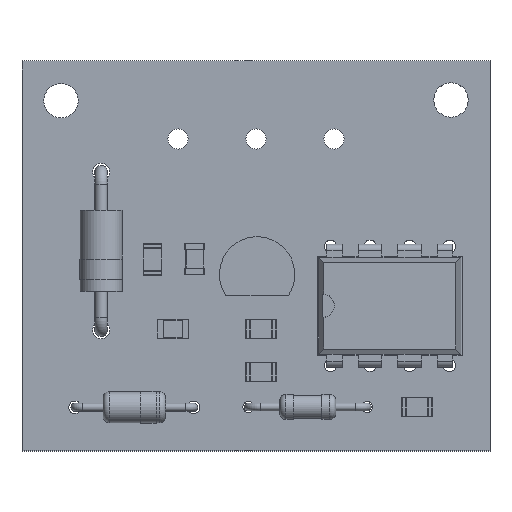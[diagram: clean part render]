
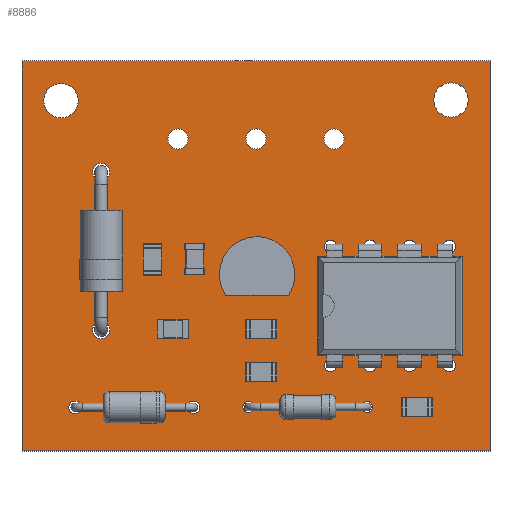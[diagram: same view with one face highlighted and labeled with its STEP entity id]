
A CAD part, top view. The second image highlights one B-rep face of the part: STEP entity #8886.
In plain terms, the highlighted planar face has unit normal (0, 0, 1).
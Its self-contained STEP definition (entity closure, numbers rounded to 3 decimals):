
#8532 = VERTEX_POINT('',#8533);
#8533 = CARTESIAN_POINT('',(155.,-105.,1.6));
#8539 = EDGE_CURVE('',#8532,#8540,#8542,.T.);
#8540 = VERTEX_POINT('',#8541);
#8541 = CARTESIAN_POINT('',(125.,-105.,1.6));
#8542 = LINE('',#8543,#8544);
#8543 = CARTESIAN_POINT('',(155.,-105.,1.6));
#8544 = VECTOR('',#8545,1.);
#8545 = DIRECTION('',(-1.,0.,0.));
#8572 = VERTEX_POINT('',#8573);
#8573 = CARTESIAN_POINT('',(155.,-80.,1.6));
#8579 = EDGE_CURVE('',#8572,#8532,#8580,.T.);
#8580 = LINE('',#8581,#8582);
#8581 = CARTESIAN_POINT('',(155.,-80.,1.6));
#8582 = VECTOR('',#8583,1.);
#8583 = DIRECTION('',(0.,-1.,0.));
#8601 = EDGE_CURVE('',#8540,#8602,#8604,.T.);
#8602 = VERTEX_POINT('',#8603);
#8603 = CARTESIAN_POINT('',(125.,-80.,1.6));
#8604 = LINE('',#8605,#8606);
#8605 = CARTESIAN_POINT('',(125.,-105.,1.6));
#8606 = VECTOR('',#8607,1.);
#8607 = DIRECTION('',(0.,1.,0.));
#8886 = ADVANCED_FACE('',(#8887,#8898,#8909,#8920,#8931,#8942,#8953,
    #8964,#8975,#8986,#8997,#9008,#9019,#9030,#9041,#9052,#9063,#9074,
    #9085,#9096,#9107,#9118,#9129),#9140,.T.);
#8887 = FACE_BOUND('',#8888,.T.);
#8888 = EDGE_LOOP('',(#8889,#8890,#8891,#8897));
#8889 = ORIENTED_EDGE('',*,*,#8539,.F.);
#8890 = ORIENTED_EDGE('',*,*,#8579,.F.);
#8891 = ORIENTED_EDGE('',*,*,#8892,.F.);
#8892 = EDGE_CURVE('',#8602,#8572,#8893,.T.);
#8893 = LINE('',#8894,#8895);
#8894 = CARTESIAN_POINT('',(125.,-80.,1.6));
#8895 = VECTOR('',#8896,1.);
#8896 = DIRECTION('',(1.,0.,0.));
#8897 = ORIENTED_EDGE('',*,*,#8601,.F.);
#8898 = FACE_BOUND('',#8899,.T.);
#8899 = EDGE_LOOP('',(#8900));
#8900 = ORIENTED_EDGE('',*,*,#8901,.T.);
#8901 = EDGE_CURVE('',#8902,#8902,#8904,.T.);
#8902 = VERTEX_POINT('',#8903);
#8903 = CARTESIAN_POINT('',(128.39,-102.6,1.6));
#8904 = CIRCLE('',#8905,0.4);
#8905 = AXIS2_PLACEMENT_3D('',#8906,#8907,#8908);
#8906 = CARTESIAN_POINT('',(128.39,-102.2,1.6));
#8907 = DIRECTION('',(-0.,0.,-1.));
#8908 = DIRECTION('',(-0.,-1.,0.));
#8909 = FACE_BOUND('',#8910,.T.);
#8910 = EDGE_LOOP('',(#8911));
#8911 = ORIENTED_EDGE('',*,*,#8912,.T.);
#8912 = EDGE_CURVE('',#8913,#8913,#8915,.T.);
#8913 = VERTEX_POINT('',#8914);
#8914 = CARTESIAN_POINT('',(136.01,-102.6,1.6));
#8915 = CIRCLE('',#8916,0.4);
#8916 = AXIS2_PLACEMENT_3D('',#8917,#8918,#8919);
#8917 = CARTESIAN_POINT('',(136.01,-102.2,1.6));
#8918 = DIRECTION('',(-0.,0.,-1.));
#8919 = DIRECTION('',(-0.,-1.,0.));
#8920 = FACE_BOUND('',#8921,.T.);
#8921 = EDGE_LOOP('',(#8922));
#8922 = ORIENTED_EDGE('',*,*,#8923,.T.);
#8923 = EDGE_CURVE('',#8924,#8924,#8926,.T.);
#8924 = VERTEX_POINT('',#8925);
#8925 = CARTESIAN_POINT('',(139.51,-102.53,1.6));
#8926 = CIRCLE('',#8927,0.35);
#8927 = AXIS2_PLACEMENT_3D('',#8928,#8929,#8930);
#8928 = CARTESIAN_POINT('',(139.51,-102.18,1.6));
#8929 = DIRECTION('',(-0.,0.,-1.));
#8930 = DIRECTION('',(-0.,-1.,0.));
#8931 = FACE_BOUND('',#8932,.T.);
#8932 = EDGE_LOOP('',(#8933));
#8933 = ORIENTED_EDGE('',*,*,#8934,.T.);
#8934 = EDGE_CURVE('',#8935,#8935,#8937,.T.);
#8935 = VERTEX_POINT('',#8936);
#8936 = CARTESIAN_POINT('',(130.07,-97.81,1.6));
#8937 = CIRCLE('',#8938,0.55);
#8938 = AXIS2_PLACEMENT_3D('',#8939,#8940,#8941);
#8939 = CARTESIAN_POINT('',(130.07,-97.26,1.6));
#8940 = DIRECTION('',(-0.,0.,-1.));
#8941 = DIRECTION('',(-0.,-1.,0.));
#8942 = FACE_BOUND('',#8943,.T.);
#8943 = EDGE_LOOP('',(#8944));
#8944 = ORIENTED_EDGE('',*,*,#8945,.T.);
#8945 = EDGE_CURVE('',#8946,#8946,#8948,.T.);
#8946 = VERTEX_POINT('',#8947);
#8947 = CARTESIAN_POINT('',(138.8,-94.075,1.6));
#8948 = CIRCLE('',#8949,0.375);
#8949 = AXIS2_PLACEMENT_3D('',#8950,#8951,#8952);
#8950 = CARTESIAN_POINT('',(138.8,-93.7,1.6));
#8951 = DIRECTION('',(-0.,0.,-1.));
#8952 = DIRECTION('',(-0.,-1.,0.));
#8953 = FACE_BOUND('',#8954,.T.);
#8954 = EDGE_LOOP('',(#8955));
#8955 = ORIENTED_EDGE('',*,*,#8956,.T.);
#8956 = EDGE_CURVE('',#8957,#8957,#8959,.T.);
#8957 = VERTEX_POINT('',#8958);
#8958 = CARTESIAN_POINT('',(144.77,-99.905,1.6));
#8959 = CIRCLE('',#8960,0.4);
#8960 = AXIS2_PLACEMENT_3D('',#8961,#8962,#8963);
#8961 = CARTESIAN_POINT('',(144.77,-99.505,1.6));
#8962 = DIRECTION('',(-0.,0.,-1.));
#8963 = DIRECTION('',(0.,-1.,-0.));
#8964 = FACE_BOUND('',#8965,.T.);
#8965 = EDGE_LOOP('',(#8966));
#8966 = ORIENTED_EDGE('',*,*,#8967,.T.);
#8967 = EDGE_CURVE('',#8968,#8968,#8970,.T.);
#8968 = VERTEX_POINT('',#8969);
#8969 = CARTESIAN_POINT('',(147.13,-102.53,1.6));
#8970 = CIRCLE('',#8971,0.35);
#8971 = AXIS2_PLACEMENT_3D('',#8972,#8973,#8974);
#8972 = CARTESIAN_POINT('',(147.13,-102.18,1.6));
#8973 = DIRECTION('',(-0.,0.,-1.));
#8974 = DIRECTION('',(-0.,-1.,0.));
#8975 = FACE_BOUND('',#8976,.T.);
#8976 = EDGE_LOOP('',(#8977));
#8977 = ORIENTED_EDGE('',*,*,#8978,.T.);
#8978 = EDGE_CURVE('',#8979,#8979,#8981,.T.);
#8979 = VERTEX_POINT('',#8980);
#8980 = CARTESIAN_POINT('',(147.31,-99.905,1.6));
#8981 = CIRCLE('',#8982,0.4);
#8982 = AXIS2_PLACEMENT_3D('',#8983,#8984,#8985);
#8983 = CARTESIAN_POINT('',(147.31,-99.505,1.6));
#8984 = DIRECTION('',(-0.,0.,-1.));
#8985 = DIRECTION('',(-0.,-1.,0.));
#8986 = FACE_BOUND('',#8987,.T.);
#8987 = EDGE_LOOP('',(#8988));
#8988 = ORIENTED_EDGE('',*,*,#8989,.T.);
#8989 = EDGE_CURVE('',#8990,#8990,#8992,.T.);
#8990 = VERTEX_POINT('',#8991);
#8991 = CARTESIAN_POINT('',(149.85,-99.905,1.6));
#8992 = CIRCLE('',#8993,0.4);
#8993 = AXIS2_PLACEMENT_3D('',#8994,#8995,#8996);
#8994 = CARTESIAN_POINT('',(149.85,-99.505,1.6));
#8995 = DIRECTION('',(-0.,0.,-1.));
#8996 = DIRECTION('',(-0.,-1.,0.));
#8997 = FACE_BOUND('',#8998,.T.);
#8998 = EDGE_LOOP('',(#8999));
#8999 = ORIENTED_EDGE('',*,*,#9000,.T.);
#9000 = EDGE_CURVE('',#9001,#9001,#9003,.T.);
#9001 = VERTEX_POINT('',#9002);
#9002 = CARTESIAN_POINT('',(152.39,-99.905,1.6));
#9003 = CIRCLE('',#9004,0.4);
#9004 = AXIS2_PLACEMENT_3D('',#9005,#9006,#9007);
#9005 = CARTESIAN_POINT('',(152.39,-99.505,1.6));
#9006 = DIRECTION('',(-0.,0.,-1.));
#9007 = DIRECTION('',(-0.,-1.,0.));
#9008 = FACE_BOUND('',#9009,.T.);
#9009 = EDGE_LOOP('',(#9010));
#9010 = ORIENTED_EDGE('',*,*,#9011,.T.);
#9011 = EDGE_CURVE('',#9012,#9012,#9014,.T.);
#9012 = VERTEX_POINT('',#9013);
#9013 = CARTESIAN_POINT('',(141.34,-94.075,1.6));
#9014 = CIRCLE('',#9015,0.375);
#9015 = AXIS2_PLACEMENT_3D('',#9016,#9017,#9018);
#9016 = CARTESIAN_POINT('',(141.34,-93.7,1.6));
#9017 = DIRECTION('',(-0.,0.,-1.));
#9018 = DIRECTION('',(-0.,-1.,0.));
#9019 = FACE_BOUND('',#9020,.T.);
#9020 = EDGE_LOOP('',(#9021));
#9021 = ORIENTED_EDGE('',*,*,#9022,.T.);
#9022 = EDGE_CURVE('',#9023,#9023,#9025,.T.);
#9023 = VERTEX_POINT('',#9024);
#9024 = CARTESIAN_POINT('',(140.07,-92.805,1.6));
#9025 = CIRCLE('',#9026,0.375);
#9026 = AXIS2_PLACEMENT_3D('',#9027,#9028,#9029);
#9027 = CARTESIAN_POINT('',(140.07,-92.43,1.6));
#9028 = DIRECTION('',(-0.,0.,-1.));
#9029 = DIRECTION('',(-0.,-1.,0.));
#9030 = FACE_BOUND('',#9031,.T.);
#9031 = EDGE_LOOP('',(#9032));
#9032 = ORIENTED_EDGE('',*,*,#9033,.T.);
#9033 = EDGE_CURVE('',#9034,#9034,#9036,.T.);
#9034 = VERTEX_POINT('',#9035);
#9035 = CARTESIAN_POINT('',(130.07,-87.65,1.6));
#9036 = CIRCLE('',#9037,0.55);
#9037 = AXIS2_PLACEMENT_3D('',#9038,#9039,#9040);
#9038 = CARTESIAN_POINT('',(130.07,-87.1,1.6));
#9039 = DIRECTION('',(-0.,0.,-1.));
#9040 = DIRECTION('',(-0.,-1.,0.));
#9041 = FACE_BOUND('',#9042,.T.);
#9042 = EDGE_LOOP('',(#9043));
#9043 = ORIENTED_EDGE('',*,*,#9044,.T.);
#9044 = EDGE_CURVE('',#9045,#9045,#9047,.T.);
#9045 = VERTEX_POINT('',#9046);
#9046 = CARTESIAN_POINT('',(127.5,-83.65,1.6));
#9047 = CIRCLE('',#9048,1.1);
#9048 = AXIS2_PLACEMENT_3D('',#9049,#9050,#9051);
#9049 = CARTESIAN_POINT('',(127.5,-82.55,1.6));
#9050 = DIRECTION('',(-0.,0.,-1.));
#9051 = DIRECTION('',(-0.,-1.,0.));
#9052 = FACE_BOUND('',#9053,.T.);
#9053 = EDGE_LOOP('',(#9054));
#9054 = ORIENTED_EDGE('',*,*,#9055,.T.);
#9055 = EDGE_CURVE('',#9056,#9056,#9058,.T.);
#9056 = VERTEX_POINT('',#9057);
#9057 = CARTESIAN_POINT('',(135.,-85.648,1.6));
#9058 = CIRCLE('',#9059,0.648);
#9059 = AXIS2_PLACEMENT_3D('',#9060,#9061,#9062);
#9060 = CARTESIAN_POINT('',(135.,-85.,1.6));
#9061 = DIRECTION('',(-0.,0.,-1.));
#9062 = DIRECTION('',(-0.,-1.,0.));
#9063 = FACE_BOUND('',#9064,.T.);
#9064 = EDGE_LOOP('',(#9065));
#9065 = ORIENTED_EDGE('',*,*,#9066,.T.);
#9066 = EDGE_CURVE('',#9067,#9067,#9069,.T.);
#9067 = VERTEX_POINT('',#9068);
#9068 = CARTESIAN_POINT('',(144.77,-92.285,1.6));
#9069 = CIRCLE('',#9070,0.4);
#9070 = AXIS2_PLACEMENT_3D('',#9071,#9072,#9073);
#9071 = CARTESIAN_POINT('',(144.77,-91.885,1.6));
#9072 = DIRECTION('',(-0.,0.,-1.));
#9073 = DIRECTION('',(0.,-1.,-0.));
#9074 = FACE_BOUND('',#9075,.T.);
#9075 = EDGE_LOOP('',(#9076));
#9076 = ORIENTED_EDGE('',*,*,#9077,.T.);
#9077 = EDGE_CURVE('',#9078,#9078,#9080,.T.);
#9078 = VERTEX_POINT('',#9079);
#9079 = CARTESIAN_POINT('',(147.31,-92.285,1.6));
#9080 = CIRCLE('',#9081,0.4);
#9081 = AXIS2_PLACEMENT_3D('',#9082,#9083,#9084);
#9082 = CARTESIAN_POINT('',(147.31,-91.885,1.6));
#9083 = DIRECTION('',(-0.,0.,-1.));
#9084 = DIRECTION('',(-0.,-1.,0.));
#9085 = FACE_BOUND('',#9086,.T.);
#9086 = EDGE_LOOP('',(#9087));
#9087 = ORIENTED_EDGE('',*,*,#9088,.T.);
#9088 = EDGE_CURVE('',#9089,#9089,#9091,.T.);
#9089 = VERTEX_POINT('',#9090);
#9090 = CARTESIAN_POINT('',(149.85,-92.285,1.6));
#9091 = CIRCLE('',#9092,0.4);
#9092 = AXIS2_PLACEMENT_3D('',#9093,#9094,#9095);
#9093 = CARTESIAN_POINT('',(149.85,-91.885,1.6));
#9094 = DIRECTION('',(-0.,0.,-1.));
#9095 = DIRECTION('',(-0.,-1.,0.));
#9096 = FACE_BOUND('',#9097,.T.);
#9097 = EDGE_LOOP('',(#9098));
#9098 = ORIENTED_EDGE('',*,*,#9099,.T.);
#9099 = EDGE_CURVE('',#9100,#9100,#9102,.T.);
#9100 = VERTEX_POINT('',#9101);
#9101 = CARTESIAN_POINT('',(152.39,-92.285,1.6));
#9102 = CIRCLE('',#9103,0.4);
#9103 = AXIS2_PLACEMENT_3D('',#9104,#9105,#9106);
#9104 = CARTESIAN_POINT('',(152.39,-91.885,1.6));
#9105 = DIRECTION('',(-0.,0.,-1.));
#9106 = DIRECTION('',(-0.,-1.,0.));
#9107 = FACE_BOUND('',#9108,.T.);
#9108 = EDGE_LOOP('',(#9109));
#9109 = ORIENTED_EDGE('',*,*,#9110,.T.);
#9110 = EDGE_CURVE('',#9111,#9111,#9113,.T.);
#9111 = VERTEX_POINT('',#9112);
#9112 = CARTESIAN_POINT('',(140.,-85.648,1.6));
#9113 = CIRCLE('',#9114,0.648);
#9114 = AXIS2_PLACEMENT_3D('',#9115,#9116,#9117);
#9115 = CARTESIAN_POINT('',(140.,-85.,1.6));
#9116 = DIRECTION('',(-0.,0.,-1.));
#9117 = DIRECTION('',(-0.,-1.,0.));
#9118 = FACE_BOUND('',#9119,.T.);
#9119 = EDGE_LOOP('',(#9120));
#9120 = ORIENTED_EDGE('',*,*,#9121,.T.);
#9121 = EDGE_CURVE('',#9122,#9122,#9124,.T.);
#9122 = VERTEX_POINT('',#9123);
#9123 = CARTESIAN_POINT('',(145.,-85.648,1.6));
#9124 = CIRCLE('',#9125,0.648);
#9125 = AXIS2_PLACEMENT_3D('',#9126,#9127,#9128);
#9126 = CARTESIAN_POINT('',(145.,-85.,1.6));
#9127 = DIRECTION('',(-0.,0.,-1.));
#9128 = DIRECTION('',(-0.,-1.,0.));
#9129 = FACE_BOUND('',#9130,.T.);
#9130 = EDGE_LOOP('',(#9131));
#9131 = ORIENTED_EDGE('',*,*,#9132,.T.);
#9132 = EDGE_CURVE('',#9133,#9133,#9135,.T.);
#9133 = VERTEX_POINT('',#9134);
#9134 = CARTESIAN_POINT('',(152.5,-83.6,1.6));
#9135 = CIRCLE('',#9136,1.1);
#9136 = AXIS2_PLACEMENT_3D('',#9137,#9138,#9139);
#9137 = CARTESIAN_POINT('',(152.5,-82.5,1.6));
#9138 = DIRECTION('',(-0.,0.,-1.));
#9139 = DIRECTION('',(-0.,-1.,0.));
#9140 = PLANE('',#9141);
#9141 = AXIS2_PLACEMENT_3D('',#9142,#9143,#9144);
#9142 = CARTESIAN_POINT('',(0.,0.,1.6));
#9143 = DIRECTION('',(0.,0.,1.));
#9144 = DIRECTION('',(1.,0.,-0.));
